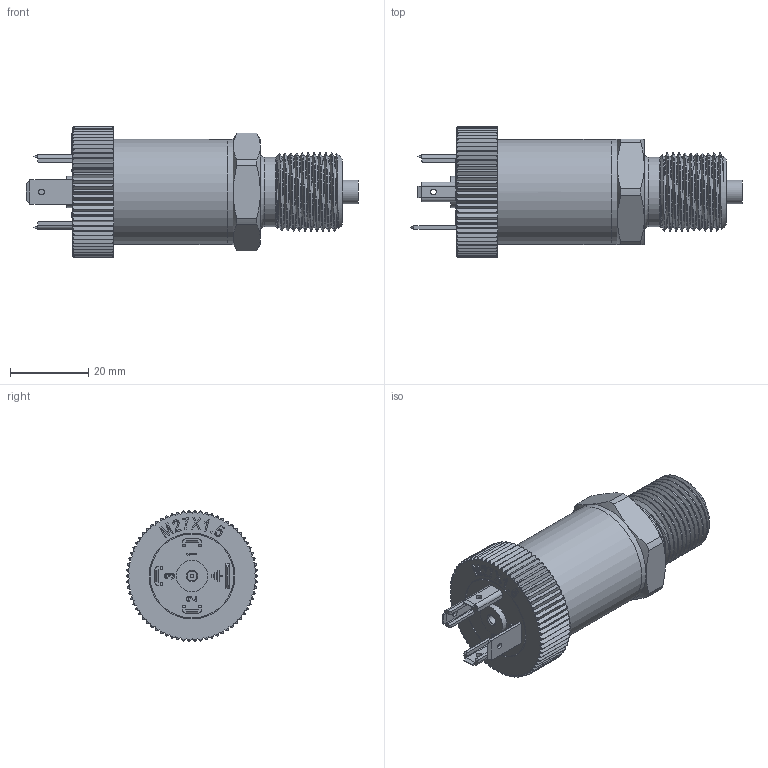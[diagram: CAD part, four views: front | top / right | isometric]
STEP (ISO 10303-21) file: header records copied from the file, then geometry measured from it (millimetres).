
FILE_DESCRIPTION(('STEP AP242'), '1');
FILE_NAME('ÊÓÂÔ.406233.500 ÝÑÁ_ÏÄ180-XX-X-St-01-X-X-A1 (Ì20õ1.5)', '', ('UNSPECIFIED'), ('UNSPECIFIED'), 'C3D Converter', 'C3D Toolkit', '');
FILE_SCHEMA(('AP242_MANAGED_MODEL_BASED_3D_ENGINEERING_MIM_LF { 1 0 10303 442 1 1 4 }'));
Length unit declared in the file: millimetre
Products named in the file (21): КУВФ.406233.500 ЭСБ; КУВФ.713541.430.2951; DAT76С03-02; DAT76X03-02; КУВФ.301141.410.6550-01; КУВФ.713261.430.2362-01; КУВФ.320.004; BGRB03000OW; BGRB03000OW-Поджатое (1мм); КУВФ.741582.430.2021; DAT84X01
Assembly tree (20 placements, depth 4):
  КУВФ.406233.500 ЭСБ
    КУВФ.713541.430.2951
    DAT76С03-02
    DAT76X03-02
    КУВФ.301141.410.6550-01
      КУВФ.713261.430.2362-01
      (unnamed)
    КУВФ.320.004
      (unnamed)
        BGRB03000OW
        BGRB03000OW-Поджатое (1мм)
        BGRB03000OW
      КУВФ.741582.430.2021
      DAT84X01
      (unnamed)
    (unnamed)
    (unnamed)
    (unnamed)
    (unnamed)
    (unnamed)
    (unnamed)
Bounding box: 85 x 33.6 x 33.57 mm (x, y, z)
Volume: 23395.8 mm3; surface area: 23223.9 mm2
Topology: 19 solids, 30 shells, 4578 faces, 12778 edges, 8331 vertices
Faces by surface type: plane 2264, cylinder 1001, bspline 812, sphere 247, torus 191, extrusion 43, cone 20
Full cylindrical faces by diameter (mm): 0.5 x8, 0.506 x1, 0.8 x11, 0.85 x5, 1 x7, 1.2 x4, 1.5 x4, 2 x4, 2.459 x1, 2.5 x2, 3 x1, 3.8 x1, 4 x5, 4.2 x1, 6 x1, 8 x2, 15.533 x1, 16 x2, 17.8 x1, 18.4 x1, 19 x3, 19.416 x1, 21 x1, 21.4 x2, 21.5 x1, 22 x2, 23 x2, 23.5 x2, 24.5 x1, 24.9 x1
Entity records: 226877 total; most frequent: CARTESIAN_POINT 85776, ORIENTED_EDGE 24784, DIRECTION 18096, EDGE_CURVE 12420, VERTEX_POINT 8326, VECTOR 6760, LINE 6717, AXIS2_PLACEMENT_3D 5668
